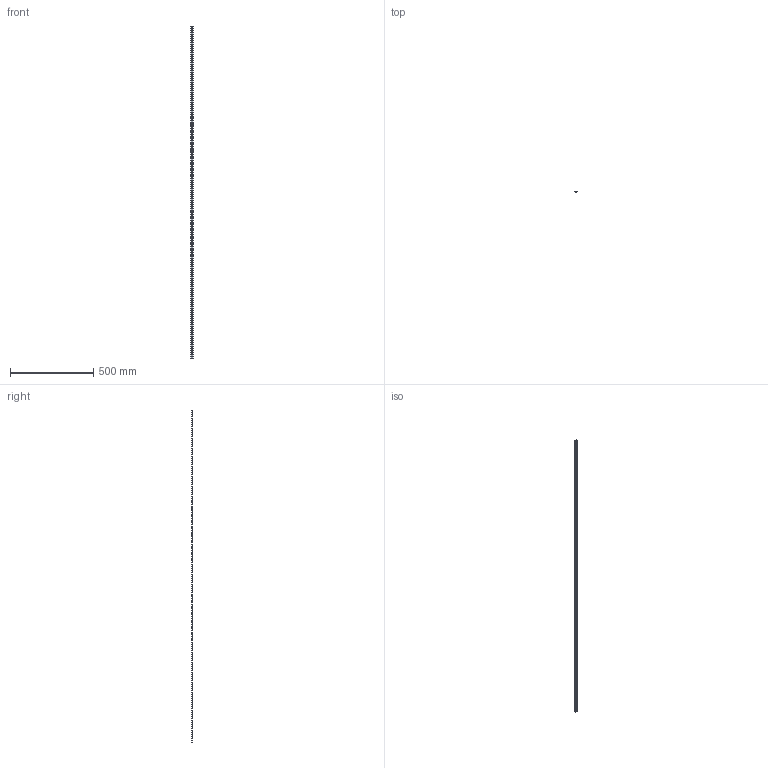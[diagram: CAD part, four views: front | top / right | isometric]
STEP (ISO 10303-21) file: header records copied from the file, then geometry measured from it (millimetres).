
FILE_DESCRIPTION(('SolidDesigner STEP Export'),'2;1');
FILE_NAME('1401763_NS_15_AL_PERF_2000MM-select.stp','2015-05-28T10:11:31',(''),(''),'Creo Elements/Direct Modeling STEP processor for AP214 (Solid Model)','Creo Elements/Direct Modeling 18.1 06-May-2012 (C) Parametric Technology GmbH','');
FILE_SCHEMA(('AUTOMOTIVE_DESIGN { 1 0 10303 214 1 1 1 1 }'));
Length unit declared in the file: millimetre
Products named in the file (2): 1401763_NS_15_AL_PERF_2000MM-select
Assembly tree (1 placements, depth 2):
  1401763_NS_15_AL_PERF_2000MM-select
    1401763_NS_15_AL_PERF_2000MM-select
Bounding box: 15 x 5.5 x 2000 mm (x, y, z)
Volume: 43364.8 mm3; surface area: 93045.1 mm2
Topology: 1 solids, 1 shells, 417 faces, 1245 edges, 830 vertices
Faces by surface type: plane 215, cylinder 202
Entity records: 14728 total; most frequent: ORIENTED_EDGE 2490, CARTESIAN_POINT 2488, DIRECTION 2477, EDGE_CURVE 1245, VECTOR 839, LINE 839, VERTEX_POINT 830, AXIS2_PLACEMENT_3D 819
